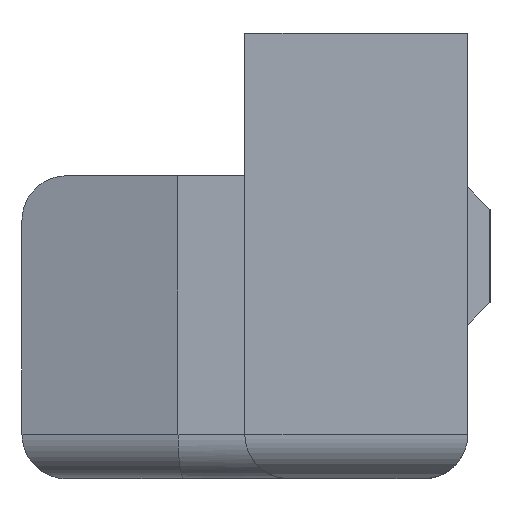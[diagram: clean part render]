
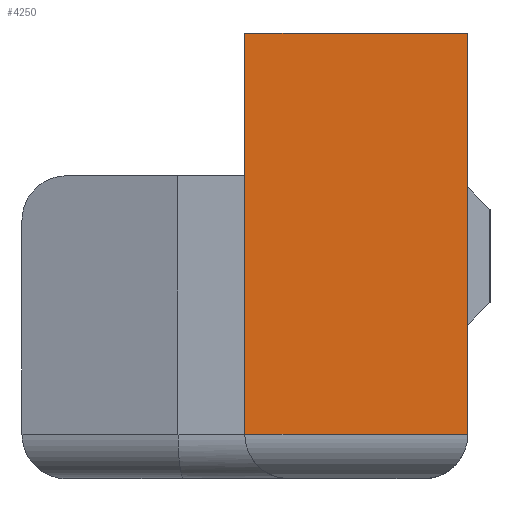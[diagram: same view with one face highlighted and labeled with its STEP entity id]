
A CAD part, left-side view. The second image highlights one B-rep face of the part: STEP entity #4250.
In plain terms, the highlighted planar face has unit normal (-1, 0, 0).
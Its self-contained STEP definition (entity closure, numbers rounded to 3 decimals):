
#213 = PLANE('',#214);
#214 = AXIS2_PLACEMENT_3D('',#215,#216,#217);
#215 = CARTESIAN_POINT('',(-100.,5.,10.));
#216 = DIRECTION('',(0.,1.,0.));
#217 = DIRECTION('',(1.,0.,0.));
#632 = VERTEX_POINT('',#633);
#633 = CARTESIAN_POINT('',(-100.,5.,-8.));
#654 = EDGE_CURVE('',#655,#632,#657,.T.);
#655 = VERTEX_POINT('',#656);
#656 = CARTESIAN_POINT('',(-100.,5.,10.));
#657 = SURFACE_CURVE('',#658,(#662,#669),.PCURVE_S1.);
#658 = LINE('',#659,#660);
#659 = CARTESIAN_POINT('',(-100.,5.,10.));
#660 = VECTOR('',#661,1.);
#661 = DIRECTION('',(0.,0.,-1.));
#662 = PCURVE('',#213,#663);
#663 = DEFINITIONAL_REPRESENTATION('',(#664),#668);
#664 = LINE('',#665,#666);
#665 = CARTESIAN_POINT('',(0.,0.));
#666 = VECTOR('',#667,1.);
#667 = DIRECTION('',(0.,1.));
#668 = ( GEOMETRIC_REPRESENTATION_CONTEXT(2) 
PARAMETRIC_REPRESENTATION_CONTEXT() REPRESENTATION_CONTEXT('2D SPACE',''
  ) );
#669 = PCURVE('',#670,#675);
#670 = PLANE('',#671);
#671 = AXIS2_PLACEMENT_3D('',#672,#673,#674);
#672 = CARTESIAN_POINT('',(-100.,-5.,10.));
#673 = DIRECTION('',(1.,0.,0.));
#674 = DIRECTION('',(0.,1.,0.));
#675 = DEFINITIONAL_REPRESENTATION('',(#676),#680);
#676 = LINE('',#677,#678);
#677 = CARTESIAN_POINT('',(10.,0.));
#678 = VECTOR('',#679,1.);
#679 = DIRECTION('',(0.,-1.));
#680 = ( GEOMETRIC_REPRESENTATION_CONTEXT(2) 
PARAMETRIC_REPRESENTATION_CONTEXT() REPRESENTATION_CONTEXT('2D SPACE',''
  ) );
#698 = PLANE('',#699);
#699 = AXIS2_PLACEMENT_3D('',#700,#701,#702);
#700 = CARTESIAN_POINT('',(-100.,-5.,10.));
#701 = DIRECTION('',(0.,0.,-1.));
#702 = DIRECTION('',(0.,1.,0.));
#1243 = CYLINDRICAL_SURFACE('',#1244,2.);
#1244 = AXIS2_PLACEMENT_3D('',#1245,#1246,#1247);
#1245 = CARTESIAN_POINT('',(-98.,-5.,-8.));
#1246 = DIRECTION('',(0.,1.,0.));
#1247 = DIRECTION('',(0.,0.,-1.));
#4057 = VERTEX_POINT('',#4058);
#4058 = CARTESIAN_POINT('',(-100.,-5.,10.));
#4074 = PLANE('',#4075);
#4075 = AXIS2_PLACEMENT_3D('',#4076,#4077,#4078);
#4076 = CARTESIAN_POINT('',(-100.,-5.,10.));
#4077 = DIRECTION('',(0.,1.,0.));
#4078 = DIRECTION('',(1.,0.,0.));
#4086 = EDGE_CURVE('',#4057,#655,#4087,.T.);
#4087 = SURFACE_CURVE('',#4088,(#4092,#4099),.PCURVE_S1.);
#4088 = LINE('',#4089,#4090);
#4089 = CARTESIAN_POINT('',(-100.,-5.,10.));
#4090 = VECTOR('',#4091,1.);
#4091 = DIRECTION('',(0.,1.,0.));
#4092 = PCURVE('',#698,#4093);
#4093 = DEFINITIONAL_REPRESENTATION('',(#4094),#4098);
#4094 = LINE('',#4095,#4096);
#4095 = CARTESIAN_POINT('',(0.,0.));
#4096 = VECTOR('',#4097,1.);
#4097 = DIRECTION('',(1.,0.));
#4098 = ( GEOMETRIC_REPRESENTATION_CONTEXT(2) 
PARAMETRIC_REPRESENTATION_CONTEXT() REPRESENTATION_CONTEXT('2D SPACE',''
  ) );
#4099 = PCURVE('',#670,#4100);
#4100 = DEFINITIONAL_REPRESENTATION('',(#4101),#4105);
#4101 = LINE('',#4102,#4103);
#4102 = CARTESIAN_POINT('',(0.,0.));
#4103 = VECTOR('',#4104,1.);
#4104 = DIRECTION('',(1.,0.));
#4105 = ( GEOMETRIC_REPRESENTATION_CONTEXT(2) 
PARAMETRIC_REPRESENTATION_CONTEXT() REPRESENTATION_CONTEXT('2D SPACE',''
  ) );
#4250 = ADVANCED_FACE('',(#4251),#670,.F.);
#4251 = FACE_BOUND('',#4252,.F.);
#4252 = EDGE_LOOP('',(#4253,#4254,#4255,#4278));
#4253 = ORIENTED_EDGE('',*,*,#654,.F.);
#4254 = ORIENTED_EDGE('',*,*,#4086,.F.);
#4255 = ORIENTED_EDGE('',*,*,#4256,.T.);
#4256 = EDGE_CURVE('',#4057,#4257,#4259,.T.);
#4257 = VERTEX_POINT('',#4258);
#4258 = CARTESIAN_POINT('',(-100.,-5.,-8.));
#4259 = SURFACE_CURVE('',#4260,(#4264,#4271),.PCURVE_S1.);
#4260 = LINE('',#4261,#4262);
#4261 = CARTESIAN_POINT('',(-100.,-5.,10.));
#4262 = VECTOR('',#4263,1.);
#4263 = DIRECTION('',(0.,0.,-1.));
#4264 = PCURVE('',#670,#4265);
#4265 = DEFINITIONAL_REPRESENTATION('',(#4266),#4270);
#4266 = LINE('',#4267,#4268);
#4267 = CARTESIAN_POINT('',(0.,0.));
#4268 = VECTOR('',#4269,1.);
#4269 = DIRECTION('',(0.,-1.));
#4270 = ( GEOMETRIC_REPRESENTATION_CONTEXT(2) 
PARAMETRIC_REPRESENTATION_CONTEXT() REPRESENTATION_CONTEXT('2D SPACE',''
  ) );
#4271 = PCURVE('',#4074,#4272);
#4272 = DEFINITIONAL_REPRESENTATION('',(#4273),#4277);
#4273 = LINE('',#4274,#4275);
#4274 = CARTESIAN_POINT('',(0.,0.));
#4275 = VECTOR('',#4276,1.);
#4276 = DIRECTION('',(0.,1.));
#4277 = ( GEOMETRIC_REPRESENTATION_CONTEXT(2) 
PARAMETRIC_REPRESENTATION_CONTEXT() REPRESENTATION_CONTEXT('2D SPACE',''
  ) );
#4278 = ORIENTED_EDGE('',*,*,#4279,.T.);
#4279 = EDGE_CURVE('',#4257,#632,#4280,.T.);
#4280 = SURFACE_CURVE('',#4281,(#4285,#4292),.PCURVE_S1.);
#4281 = LINE('',#4282,#4283);
#4282 = CARTESIAN_POINT('',(-100.,-5.,-8.));
#4283 = VECTOR('',#4284,1.);
#4284 = DIRECTION('',(0.,1.,0.));
#4285 = PCURVE('',#670,#4286);
#4286 = DEFINITIONAL_REPRESENTATION('',(#4287),#4291);
#4287 = LINE('',#4288,#4289);
#4288 = CARTESIAN_POINT('',(0.,-18.));
#4289 = VECTOR('',#4290,1.);
#4290 = DIRECTION('',(1.,0.));
#4291 = ( GEOMETRIC_REPRESENTATION_CONTEXT(2) 
PARAMETRIC_REPRESENTATION_CONTEXT() REPRESENTATION_CONTEXT('2D SPACE',''
  ) );
#4292 = PCURVE('',#1243,#4293);
#4293 = DEFINITIONAL_REPRESENTATION('',(#4294),#4298);
#4294 = LINE('',#4295,#4296);
#4295 = CARTESIAN_POINT('',(1.571,0.));
#4296 = VECTOR('',#4297,1.);
#4297 = DIRECTION('',(0.,1.));
#4298 = ( GEOMETRIC_REPRESENTATION_CONTEXT(2) 
PARAMETRIC_REPRESENTATION_CONTEXT() REPRESENTATION_CONTEXT('2D SPACE',''
  ) );
